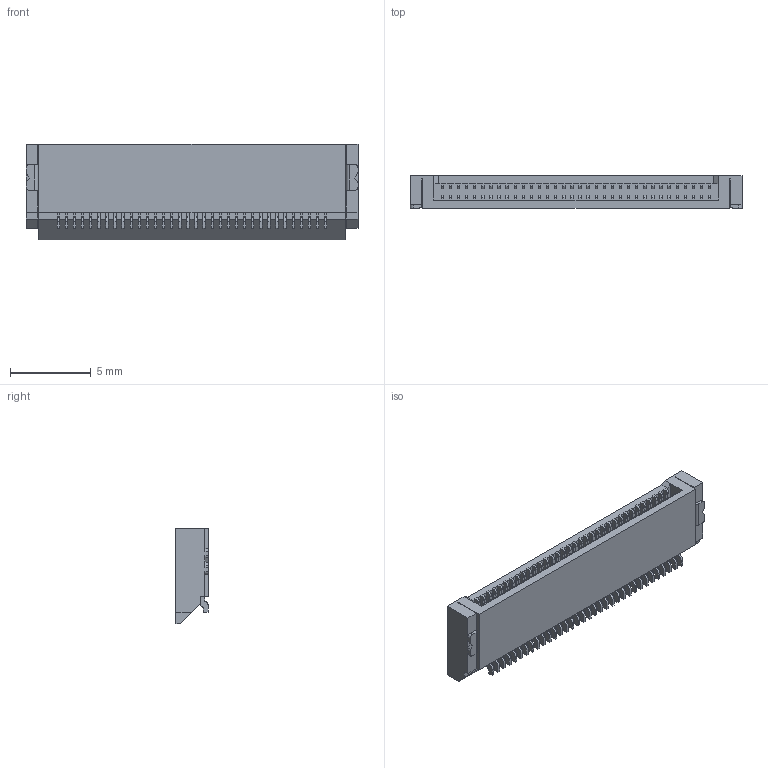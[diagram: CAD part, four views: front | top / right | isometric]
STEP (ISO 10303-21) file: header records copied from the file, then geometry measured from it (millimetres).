
FILE_DESCRIPTION((''),'2;1');
FILE_NAME('X05A20H34X','2020-12-02T',('cwg'),(''),'PRO/ENGINEER BY PARAMETRIC TECHNOLOGY CORPORATION, 2010280','PRO/ENGINEER BY PARAMETRIC TECHNOLOGY CORPORATION, 2010280','');
FILE_SCHEMA(('CONFIG_CONTROL_DESIGN'));
Length unit declared in the file: millimetre
Products named in the file (1): X05A20H34X
Bounding box: 20.5 x 2 x 5.9 mm (x, y, z)
Volume: 174.3 mm3; surface area: 517 mm2
Topology: 1 solids, 1 shells, 897 faces, 2504 edges, 1644 vertices
Faces by surface type: plane 679, cylinder 218
Entity records: 28544 total; most frequent: CARTESIAN_POINT 5045, ORIENTED_EDGE 5008, DIRECTION 4734, EDGE_CURVE 2504, VECTOR 2068, LINE 2068, VERTEX_POINT 1644, AXIS2_PLACEMENT_3D 1333
